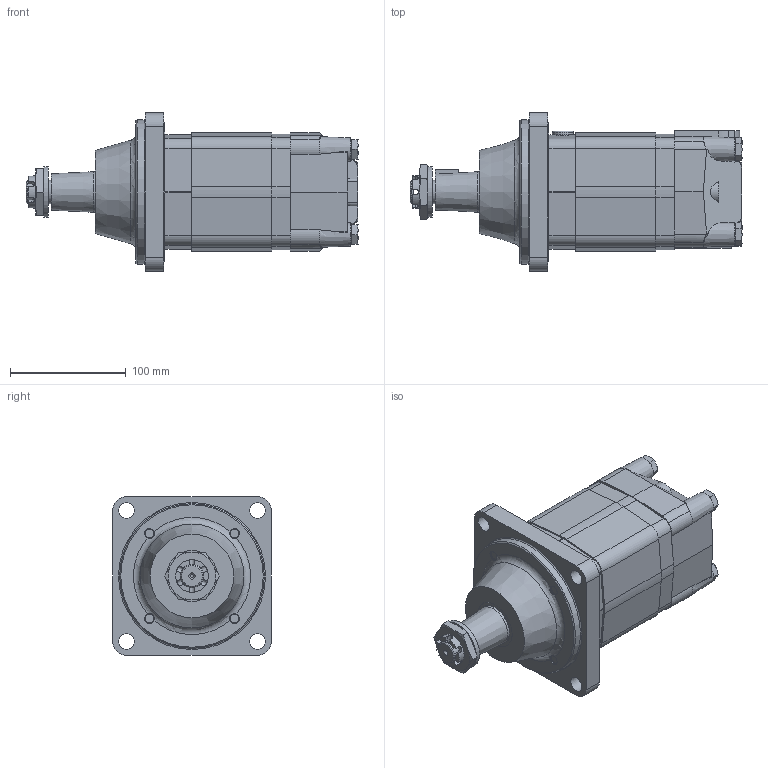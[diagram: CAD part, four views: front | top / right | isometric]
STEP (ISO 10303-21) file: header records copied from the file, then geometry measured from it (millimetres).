
FILE_DESCRIPTION(/* description */ ('STEP AP214'),/* implementation_level */ '2;1');
FILE_NAME(/* name */ 'MSYW400KUP_4.stp',/* time_stamp */ '2023-02-06T13:23:27+01:00',/* author */ ('msn'),/* organization */ ('CADENAS'),/* preprocessor_version */ 'ST-DEVELOPER v19.2',/* originating_system */ 'Autodesk Inventor 2023',/* authorisation */ ' ');
FILE_SCHEMA (('AUTOMOTIVE_DESIGN { 1 0 10303 214 3 1 1 }'));
Length unit declared in the file: millimetre
Products named in the file (8): MSW400KUP/4; MSK; Hexagon bolt DIN 931-1 M10x1840; MS-P; MS-VP; MS400-D; MS-SP; MSW-MF
Assembly tree (10 placements, depth 2):
  MSW400KUP/4
    MSK
    Hexagon bolt DIN 931-1 M10x1840  x4
    MS-P
    MS-VP
    MS400-D
    MS-SP
    MSW-MF
Bounding box: 286.8 x 136.9 x 136.9 mm (x, y, z)
Volume: 2138532.7 mm3; surface area: 255565.3 mm2
Topology: 10 solids, 10 shells, 399 faces, 998 edges, 647 vertices
Faces by surface type: plane 179, cylinder 131, cone 78, torus 11
Full cylindrical faces by diameter (mm): 2.2 x4, 2.5 x1, 4.8 x1, 7.417 x4, 8.376 x2, 10 x4, 10.1 x6, 10.2 x4, 10.5 x8, 10.7 x4, 13.5 x4, 16 x4, 16.9 x1, 18 x1, 18.631 x2, 20 x2, 21 x1, 28 x1, 35 x1, 35.2 x1, 36 x1, 42 x1, 44 x1, 120 x1, 125 x1
Entity records: 11389 total; most frequent: CARTESIAN_POINT 2555, DIRECTION 1837, ORIENTED_EDGE 1742, EDGE_CURVE 871, AXIS2_PLACEMENT_3D 708, VERTEX_POINT 572, LINE 421, VECTOR 421
